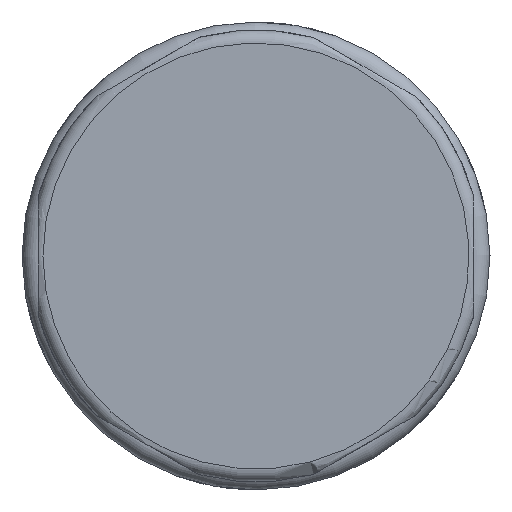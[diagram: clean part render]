
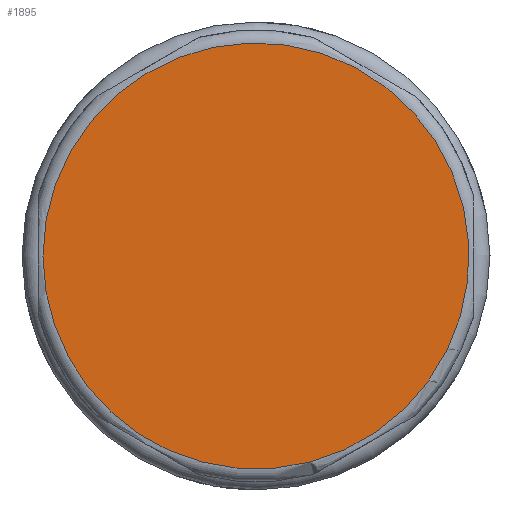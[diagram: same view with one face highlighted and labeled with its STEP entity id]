
A CAD part, left-side view. The second image highlights one B-rep face of the part: STEP entity #1895.
In plain terms, the highlighted planar face has unit normal (-1, 0, 0).
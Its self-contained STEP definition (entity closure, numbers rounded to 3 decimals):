
#1579=CARTESIAN_POINT('',(0.0,13.2,0.0));
#1580=VERTEX_POINT('',#1579);
#1581=CARTESIAN_POINT('',(0.0,0.0,0.0));
#1582=DIRECTION('',(1.0,0.0,0.0));
#1583=DIRECTION('',(0.0,-1.0,0.0));
#1584=AXIS2_PLACEMENT_3D('',#1581,#1582,#1583);
#1585=CIRCLE('',#1584,13.2);
#1586=EDGE_CURVE('',#1580,#1580,#1585,.T.);
#1887=CARTESIAN_POINT('',(0.0,11.013,0.0));
#1888=DIRECTION('',(-1.0,0.0,0.0));
#1889=DIRECTION('',(0.0,0.0,1.0));
#1890=AXIS2_PLACEMENT_3D('',#1887,#1888,#1889);
#1891=PLANE('',#1890);
#1892=ORIENTED_EDGE('',*,*,#1586,.F.);
#1893=EDGE_LOOP('',(#1892));
#1894=FACE_OUTER_BOUND('',#1893,.T.);
#1895=ADVANCED_FACE('',(#1894),#1891,.T.);
